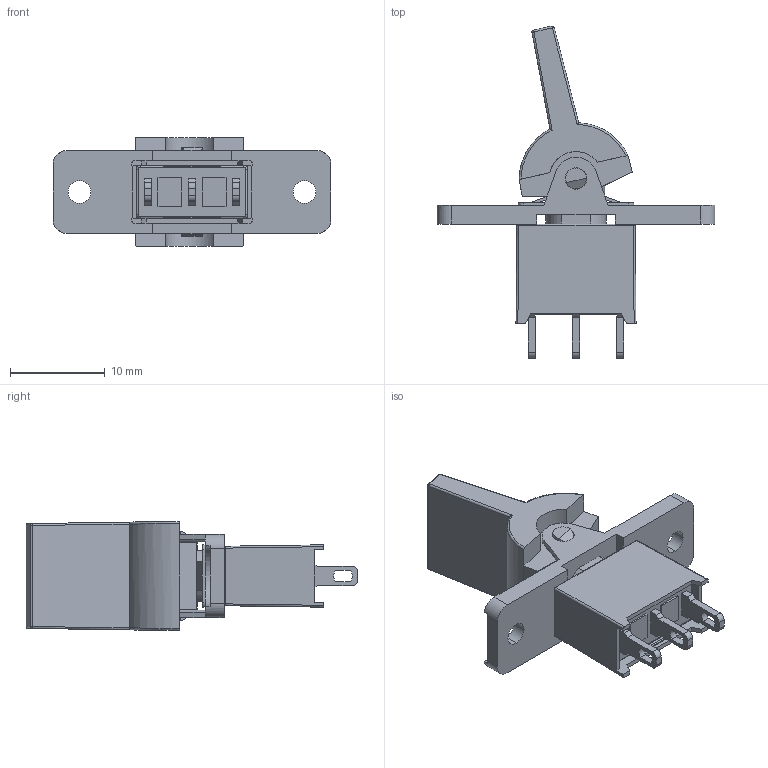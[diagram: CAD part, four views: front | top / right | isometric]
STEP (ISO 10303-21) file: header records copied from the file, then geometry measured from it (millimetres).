
FILE_DESCRIPTION (( 'STEP AP203' ), '1' );
FILE_NAME ('1MS-SP1-R7-M1GE.STEP', '2015-05-04T02:59:05', ( 'sony' ), ( '' ), 'SwSTEP 2.0', 'SolidWorks 2014', '' );
FILE_SCHEMA (( 'CONFIG_CONTROL_DESIGN' ));
Length unit declared in the file: millimetre
Products named in the file (9): WSU051; cp016-1; 1MS-SP1-R7-M1GE; CA011; WTE107; WTE066; WTE109; WHO072; WSU012
Assembly tree (9 placements, depth 2):
  1MS-SP1-R7-M1GE
    CA011
    WTE107  x2
    WTE066
    WTE109
    WHO072
    WSU012
    WSU051
    cp016-1
Bounding box: 29.4 x 35.11 x 11.5 mm (x, y, z)
Volume: 1653 mm3; surface area: 3643.3 mm2
Topology: 9 solids, 9 shells, 420 faces, 1086 edges, 684 vertices
Faces by surface type: plane 244, cylinder 128, torus 18, bspline 16, cone 10, sphere 4
Entity records: 13357 total; most frequent: CARTESIAN_POINT 2820, ORIENTED_EDGE 2024, DIRECTION 1954, EDGE_CURVE 1012, LINE 678, VECTOR 678, VERTEX_POINT 640, AXIS2_PLACEMENT_3D 638
